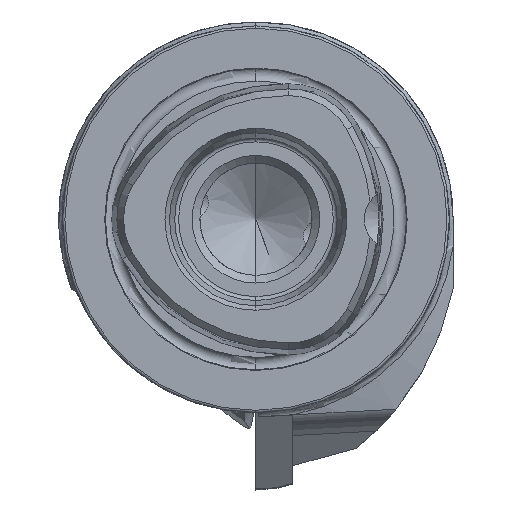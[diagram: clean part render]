
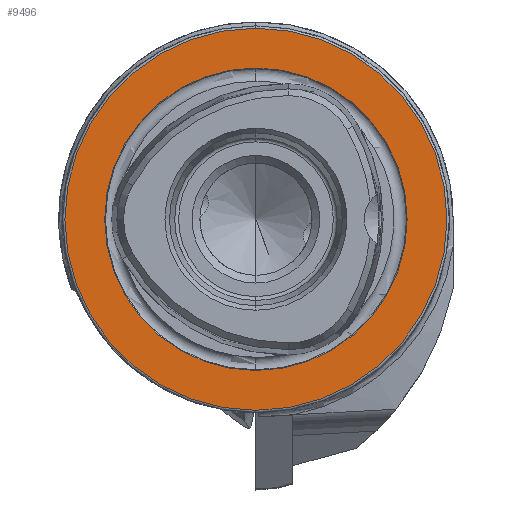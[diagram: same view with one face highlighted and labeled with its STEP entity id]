
A CAD part, left-side view. The second image highlights one B-rep face of the part: STEP entity #9496.
In plain terms, the highlighted planar face has unit normal (-1, 0, 0).
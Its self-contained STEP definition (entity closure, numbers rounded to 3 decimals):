
#15 = DIRECTION ( 'NONE',  ( -1., 0., 0. ) ) ;
#252 = ORIENTED_EDGE ( 'NONE', *, *, #9679, .T. ) ;
#867 = PLANE ( 'NONE',  #1290 ) ;
#954 = VERTEX_POINT ( 'NONE', #7606 ) ;
#1290 = AXIS2_PLACEMENT_3D ( 'NONE', #6699, #12061, #6597 ) ;
#1324 = CARTESIAN_POINT ( 'NONE',  ( 0., 0., 0. ) ) ;
#1354 = DIRECTION ( 'NONE',  ( -1., 0., 0. ) ) ;
#2818 = DIRECTION ( 'NONE',  ( -1., 0., 0. ) ) ;
#3387 = EDGE_LOOP ( 'NONE', ( #252, #5285 ) ) ;
#3546 = CARTESIAN_POINT ( 'NONE',  ( 0., 0., -19.55 ) ) ;
#4383 = DIRECTION ( 'NONE',  ( -1., 0., 0. ) ) ;
#4844 = FACE_OUTER_BOUND ( 'NONE', #3387, .T. ) ;
#4915 = ORIENTED_EDGE ( 'NONE', *, *, #13687, .F. ) ;
#5285 = ORIENTED_EDGE ( 'NONE', *, *, #18090, .T. ) ;
#5445 = VERTEX_POINT ( 'NONE', #3546 ) ;
#5645 = DIRECTION ( 'NONE',  ( 0., 0., 1. ) ) ;
#6074 = VERTEX_POINT ( 'NONE', #6599 ) ;
#6597 = DIRECTION ( 'NONE',  ( 0., 0., -1. ) ) ;
#6599 = CARTESIAN_POINT ( 'NONE',  ( 0., 0., 19.55 ) ) ;
#6699 = CARTESIAN_POINT ( 'NONE',  ( 0., 19.55, 0. ) ) ;
#7606 = CARTESIAN_POINT ( 'NONE',  ( 0., 0., -24.7 ) ) ;
#8056 = AXIS2_PLACEMENT_3D ( 'NONE', #11495, #1354, #5645 ) ;
#8844 = DIRECTION ( 'NONE',  ( 0., 0., 1. ) ) ;
#9212 = CIRCLE ( 'NONE', #9770, 19.55 ) ;
#9496 = ADVANCED_FACE ( 'NONE', ( #12128, #4844 ), #867, .F. ) ;
#9679 = EDGE_CURVE ( 'NONE', #18014, #954, #12103, .T. ) ;
#9770 = AXIS2_PLACEMENT_3D ( 'NONE', #13122, #4383, #9985 ) ;
#9985 = DIRECTION ( 'NONE',  ( 0., 0., 1. ) ) ;
#10281 = ORIENTED_EDGE ( 'NONE', *, *, #18097, .F. ) ;
#11495 = CARTESIAN_POINT ( 'NONE',  ( 0., 0., 0. ) ) ;
#12061 = DIRECTION ( 'NONE',  ( 1., 0., 0. ) ) ;
#12103 = CIRCLE ( 'NONE', #12871, 24.7 ) ;
#12128 = FACE_BOUND ( 'NONE', #15501, .T. ) ;
#12818 = CARTESIAN_POINT ( 'NONE',  ( 0., 0., 24.7 ) ) ;
#12871 = AXIS2_PLACEMENT_3D ( 'NONE', #1324, #15, #13127 ) ;
#13122 = CARTESIAN_POINT ( 'NONE',  ( 0., 0., 0. ) ) ;
#13127 = DIRECTION ( 'NONE',  ( 0., 0., 1. ) ) ;
#13687 = EDGE_CURVE ( 'NONE', #6074, #5445, #17234, .T. ) ;
#15133 = CIRCLE ( 'NONE', #18383, 24.7 ) ;
#15501 = EDGE_LOOP ( 'NONE', ( #4915, #10281 ) ) ;
#17234 = CIRCLE ( 'NONE', #8056, 19.55 ) ;
#17430 = CARTESIAN_POINT ( 'NONE',  ( 0., 0., 0. ) ) ;
#18014 = VERTEX_POINT ( 'NONE', #12818 ) ;
#18090 = EDGE_CURVE ( 'NONE', #954, #18014, #15133, .T. ) ;
#18097 = EDGE_CURVE ( 'NONE', #5445, #6074, #9212, .T. ) ;
#18383 = AXIS2_PLACEMENT_3D ( 'NONE', #17430, #2818, #8844 ) ;
